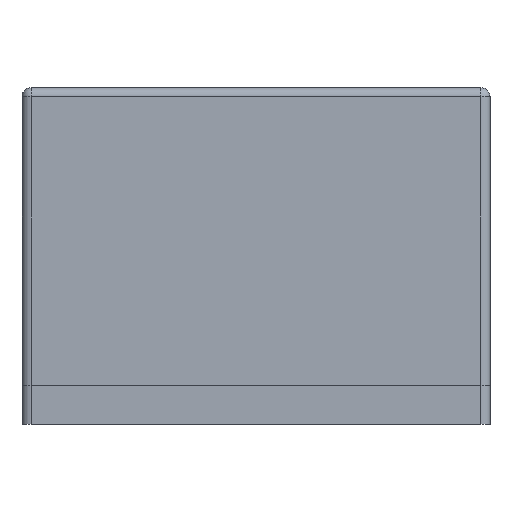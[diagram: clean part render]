
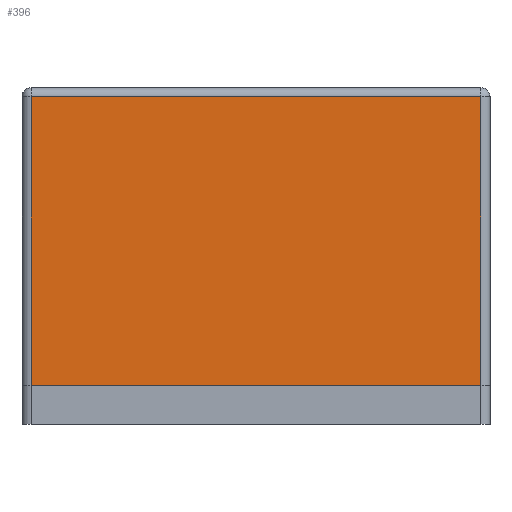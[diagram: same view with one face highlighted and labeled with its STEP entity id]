
A CAD part, left-side view. The second image highlights one B-rep face of the part: STEP entity #396.
In plain terms, the highlighted planar face has unit normal (-1, 0, 0).
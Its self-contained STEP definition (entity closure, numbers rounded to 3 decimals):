
#21 = CARTESIAN_POINT ( 'NONE',  ( -2.5, 1.2, 0.21 ) ) ;
#200 = EDGE_CURVE ( 'NONE', #2788, #2107, #4077, .T. ) ;
#246 = VECTOR ( 'NONE', #2274, 1000. ) ;
#396 = ADVANCED_FACE ( 'NONE', ( #2042 ), #3573, .F. ) ;
#441 = ORIENTED_EDGE ( 'NONE', *, *, #1941, .T. ) ;
#466 = ORIENTED_EDGE ( 'NONE', *, *, #200, .T. ) ;
#943 = DIRECTION ( 'NONE',  ( 0., 0., 1. ) ) ;
#1463 = CARTESIAN_POINT ( 'NONE',  ( -2.5, 1.2, 1.8 ) ) ;
#1524 = VECTOR ( 'NONE', #4422, 1000. ) ;
#1675 = CARTESIAN_POINT ( 'NONE',  ( -2.5, 1.25, 1.75 ) ) ;
#1705 = CARTESIAN_POINT ( 'NONE',  ( -2.5, -1.2, 1.8 ) ) ;
#1941 = EDGE_CURVE ( 'NONE', #2869, #2788, #3430, .T. ) ;
#1947 = EDGE_CURVE ( 'NONE', #3543, #2869, #4945, .T. ) ;
#2042 = FACE_OUTER_BOUND ( 'NONE', #4962, .T. ) ;
#2107 = VERTEX_POINT ( 'NONE', #3975 ) ;
#2219 = ORIENTED_EDGE ( 'NONE', *, *, #1947, .T. ) ;
#2274 = DIRECTION ( 'NONE',  ( 0., -1., 0. ) ) ;
#2450 = VECTOR ( 'NONE', #943, 1000. ) ;
#2459 = LINE ( 'NONE', #1675, #1524 ) ;
#2568 = ORIENTED_EDGE ( 'NONE', *, *, #3431, .T. ) ;
#2780 = AXIS2_PLACEMENT_3D ( 'NONE', #3841, #3518, #5008 ) ;
#2788 = VERTEX_POINT ( 'NONE', #4797 ) ;
#2851 = CARTESIAN_POINT ( 'NONE',  ( -2.5, 1.2, 1.75 ) ) ;
#2869 = VERTEX_POINT ( 'NONE', #21 ) ;
#3040 = DIRECTION ( 'NONE',  ( 0., 0., -1. ) ) ;
#3430 = LINE ( 'NONE', #4969, #246 ) ;
#3431 = EDGE_CURVE ( 'NONE', #2107, #3543, #2459, .T. ) ;
#3518 = DIRECTION ( 'NONE',  ( 1., 0., 0. ) ) ;
#3543 = VERTEX_POINT ( 'NONE', #2851 ) ;
#3573 = PLANE ( 'NONE',  #2780 ) ;
#3841 = CARTESIAN_POINT ( 'NONE',  ( -2.5, 1.25, 1.8 ) ) ;
#3975 = CARTESIAN_POINT ( 'NONE',  ( -2.5, -1.2, 1.75 ) ) ;
#4018 = VECTOR ( 'NONE', #3040, 1000. ) ;
#4077 = LINE ( 'NONE', #1705, #2450 ) ;
#4422 = DIRECTION ( 'NONE',  ( 0., 1., 0. ) ) ;
#4797 = CARTESIAN_POINT ( 'NONE',  ( -2.5, -1.2, 0.21 ) ) ;
#4945 = LINE ( 'NONE', #1463, #4018 ) ;
#4962 = EDGE_LOOP ( 'NONE', ( #2568, #2219, #441, #466 ) ) ;
#4969 = CARTESIAN_POINT ( 'NONE',  ( -2.5, 1.25, 0.21 ) ) ;
#5008 = DIRECTION ( 'NONE',  ( 0., 0., -1. ) ) ;
